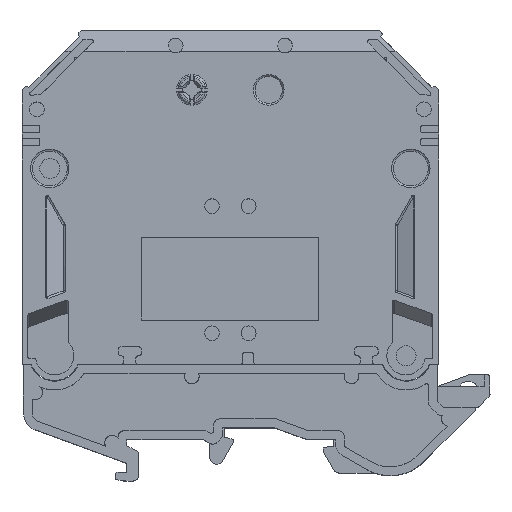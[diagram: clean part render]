
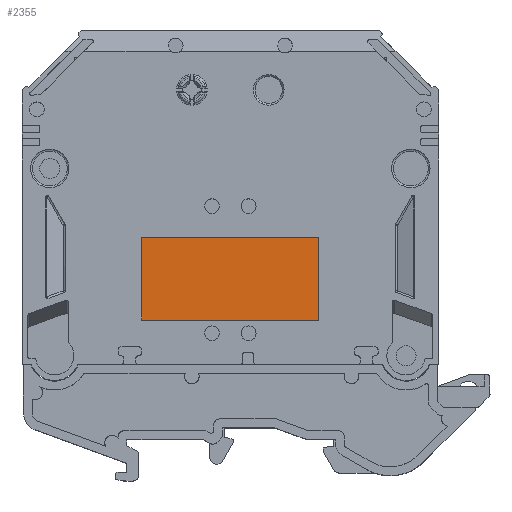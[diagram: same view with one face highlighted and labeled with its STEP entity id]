
A CAD part, top view. The second image highlights one B-rep face of the part: STEP entity #2355.
In plain terms, the highlighted planar face has unit normal (0, 0, 1).
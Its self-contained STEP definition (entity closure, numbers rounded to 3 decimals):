
#2355=ADVANCED_FACE('',(#4264),#3413,.F.);
#3413=PLANE('',#23411);
#4264=FACE_OUTER_BOUND('',#5468,.T.);
#5468=EDGE_LOOP('',(#8646,#8647,#8648,#8649));
#8646=ORIENTED_EDGE('',*,*,#16375,.T.);
#8647=ORIENTED_EDGE('',*,*,#16376,.T.);
#8648=ORIENTED_EDGE('',*,*,#16377,.T.);
#8649=ORIENTED_EDGE('',*,*,#16378,.T.);
#13879=VERTEX_POINT('',#34717);
#13880=VERTEX_POINT('',#34718);
#13881=VERTEX_POINT('',#34720);
#13882=VERTEX_POINT('',#34722);
#16375=EDGE_CURVE('',#13879,#13880,#19126,.T.);
#16376=EDGE_CURVE('',#13880,#13881,#19127,.T.);
#16377=EDGE_CURVE('',#13881,#13882,#19128,.T.);
#16378=EDGE_CURVE('',#13882,#13879,#19129,.T.);
#19126=LINE('',#34716,#21304);
#19127=LINE('',#34719,#21305);
#19128=LINE('',#34721,#21306);
#19129=LINE('',#34723,#21307);
#21304=VECTOR('',#27312,1.);
#21305=VECTOR('',#27313,1.);
#21306=VECTOR('',#27314,1.);
#21307=VECTOR('',#27315,1.);
#23411=AXIS2_PLACEMENT_3D('',#34724,#27316,#27317);
#27312=DIRECTION('',(1.,0.,0.));
#27313=DIRECTION('',(0.,1.,0.));
#27314=DIRECTION('',(-1.,0.,0.));
#27315=DIRECTION('',(0.,-1.,0.));
#27316=DIRECTION('',(0.,0.,-1.));
#27317=DIRECTION('',(-1.,0.,0.));
#34716=CARTESIAN_POINT('',(-100.,-148.956,20.));
#34717=CARTESIAN_POINT('',(-115.,-148.956,20.));
#34718=CARTESIAN_POINT('',(-85.,-148.956,20.));
#34719=CARTESIAN_POINT('',(-85.,-141.978,20.));
#34720=CARTESIAN_POINT('',(-85.,-135.,20.));
#34721=CARTESIAN_POINT('',(-100.,-135.,20.));
#34722=CARTESIAN_POINT('',(-115.,-135.,20.));
#34723=CARTESIAN_POINT('',(-115.,-141.978,20.));
#34724=CARTESIAN_POINT('',(-100.,-141.978,20.));
